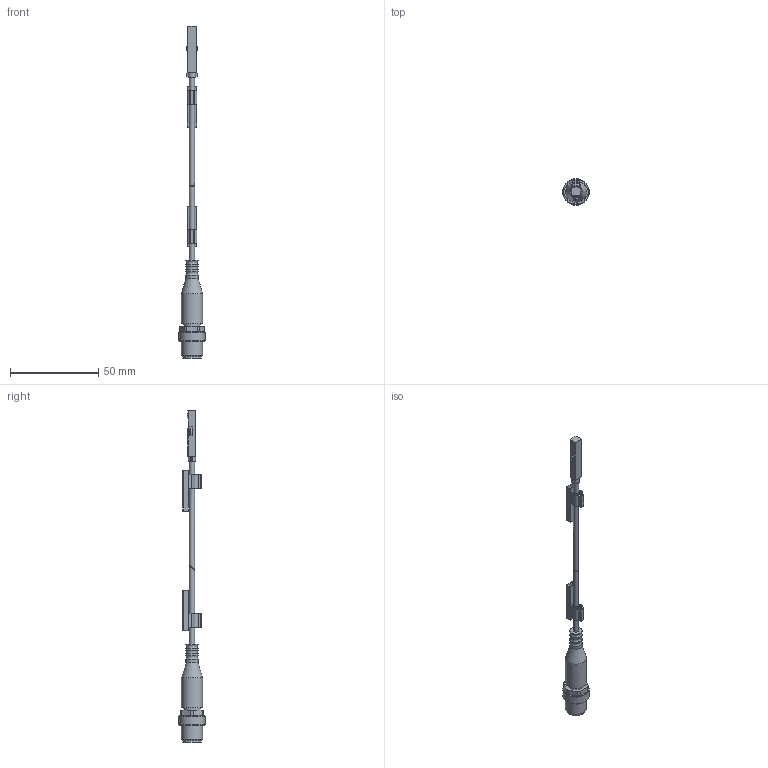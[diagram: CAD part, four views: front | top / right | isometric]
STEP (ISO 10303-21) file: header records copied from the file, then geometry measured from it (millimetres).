
FILE_DESCRIPTION(/* description */ ('STEP AP214'),/* implementation_level */ '2;1');
FILE_NAME(/* name */ '574337_SMT-8M-A-PS-24V-E-03-M12',/* time_stamp */ '2024-09-10T15:49:14+02:00',/* author */ ('License CC BY-ND 4.0'),/* organization */ ('CADENAS'),/* preprocessor_version */ 'ST-DEVELOPER v19.3',/* originating_system */ 'PARTsolutions',/* authorisation */ ' ');
FILE_SCHEMA (('AUTOMOTIVE_DESIGN {1 0 10303 214 3 1 1}'));
Length unit declared in the file: millimetre
Products named in the file (4): 574337 SMT-8M-A-PS-24V-E-0.3-M12; 574333 SMT-8M-A-1---M12---(part); 1247168 ASCF-M-23-S DM 2.1-3.4; SMT-8M-A M12
Assembly tree (4 placements, depth 2):
  574337 SMT-8M-A-PS-24V-E-0.3-M12
    574333 SMT-8M-A-1---M12---(part)
    1247168 ASCF-M-23-S DM 2.1-3.4  x2
    SMT-8M-A M12
Bounding box: 15 x 15 x 188.3 mm (x, y, z)
Volume: 6852.5 mm3; surface area: 6501.9 mm2
Topology: 4 solids, 4 shells, 295 faces, 763 edges, 500 vertices
Faces by surface type: plane 174, cylinder 113, cone 5, torus 3
Full cylindrical faces by diameter (mm): 1 x4, 2.9 x2, 3.387 x1, 4 x2, 4.5 x1, 7 x4, 8.3 x1, 9.6 x1, 10.5 x1, 12 x2, 15 x1
Entity records: 7578 total; most frequent: DIRECTION 1158, CARTESIAN_POINT 1114, ORIENTED_EDGE 1046, EDGE_CURVE 523, AXIS2_PLACEMENT_3D 411, VERTEX_POINT 357, LINE 336, VECTOR 336
